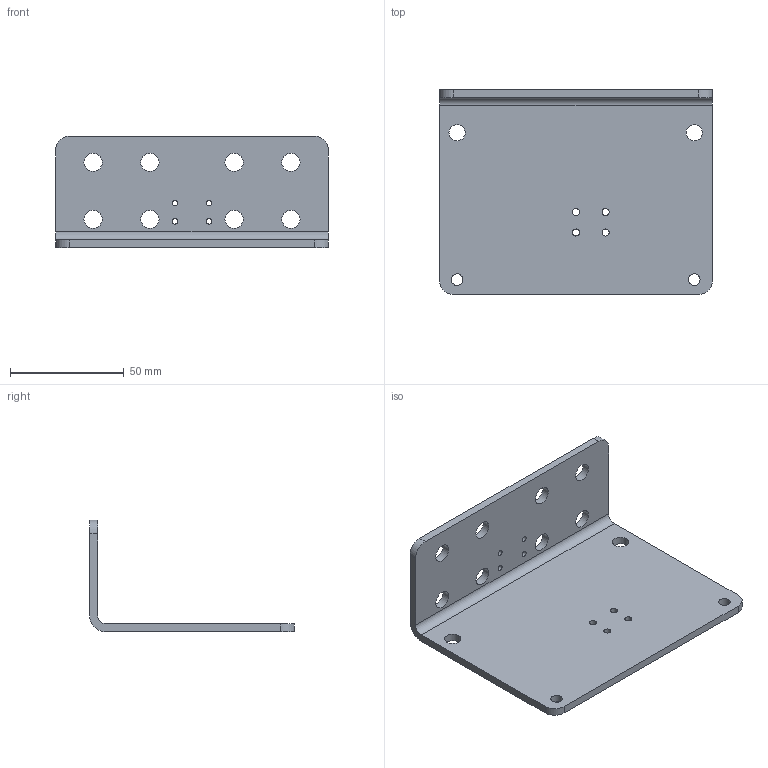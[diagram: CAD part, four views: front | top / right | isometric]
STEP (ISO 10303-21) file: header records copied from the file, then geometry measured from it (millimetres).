
FILE_DESCRIPTION(('FreeCAD Model'),'2;1');
FILE_NAME('PLAQUE-1-QTITY1.step' ,'2018-02-09T21:15:47',('Author'),(''), 'Open CASCADE STEP processor 6.8','FreeCAD','Unknown');
FILE_SCHEMA(('AUTOMOTIVE_DESIGN_CC2 { 1 2 10303 214 -1 1 5 4 }'));
Length unit declared in the file: millimetre
Products named in the file (1): portique_extrudeur_hadron_aureus
Bounding box: 120 x 90 x 49 mm (x, y, z)
Volume: 53852.6 mm3; surface area: 33727 mm2
Topology: 1 solids, 1 shells, 34 faces, 108 edges, 76 vertices
Faces by surface type: cylinder 26, plane 8
Full cylindrical faces by diameter (mm): 2.459 x4, 3.1 x4, 5.1 x2, 7.14 x2, 8 x8
Entity records: 4384 total; most frequent: CARTESIAN_POINT 2284, DIRECTION 352, ORIENTED_EDGE 216, PCURVE 216, DEFINITIONAL_REPRESENTATION 216, CIRCLE 118, EDGE_CURVE 108, LINE 100
